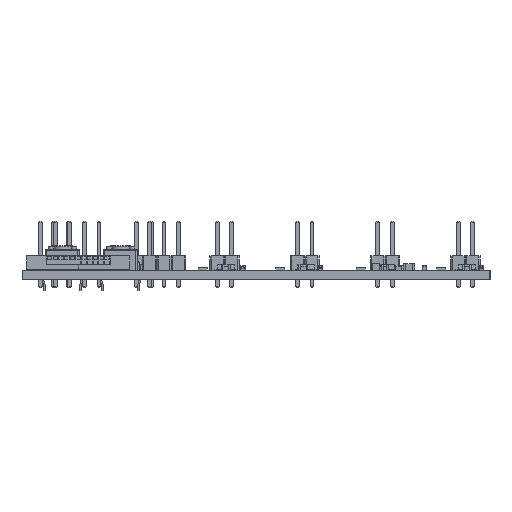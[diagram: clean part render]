
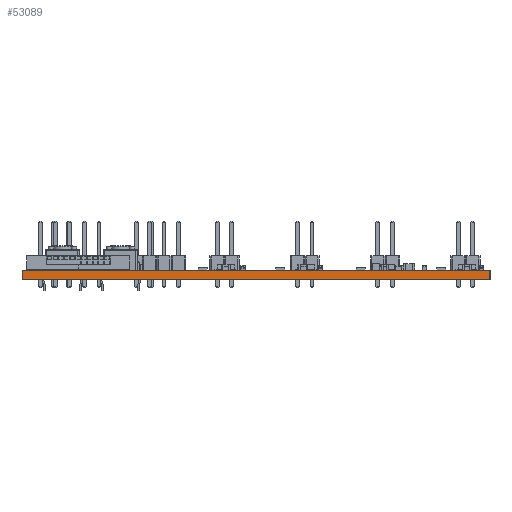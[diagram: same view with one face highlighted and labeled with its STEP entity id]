
A CAD part, left-side view. The second image highlights one B-rep face of the part: STEP entity #53089.
In plain terms, the highlighted planar face has unit normal (-1, 0, 0).
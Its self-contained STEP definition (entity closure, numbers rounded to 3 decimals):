
#52973 = EDGE_CURVE('',#52974,#52976,#52978,.T.);
#52974 = VERTEX_POINT('',#52975);
#52975 = CARTESIAN_POINT('',(-61.,40.75,0.));
#52976 = VERTEX_POINT('',#52977);
#52977 = CARTESIAN_POINT('',(-61.,40.75,1.6));
#52978 = SURFACE_CURVE('',#52979,(#52983,#52995),.PCURVE_S1.);
#52979 = LINE('',#52980,#52981);
#52980 = CARTESIAN_POINT('',(-61.,40.75,0.));
#52981 = VECTOR('',#52982,1.);
#52982 = DIRECTION('',(0.,0.,1.));
#52983 = PCURVE('',#52984,#52989);
#52984 = PLANE('',#52985);
#52985 = AXIS2_PLACEMENT_3D('',#52986,#52987,#52988);
#52986 = CARTESIAN_POINT('',(-61.,40.75,0.));
#52987 = DIRECTION('',(0.,1.,0.));
#52988 = DIRECTION('',(1.,0.,0.));
#52989 = DEFINITIONAL_REPRESENTATION('',(#52990),#52994);
#52990 = LINE('',#52991,#52992);
#52991 = CARTESIAN_POINT('',(0.,0.));
#52992 = VECTOR('',#52993,1.);
#52993 = DIRECTION('',(0.,-1.));
#52994 = ( GEOMETRIC_REPRESENTATION_CONTEXT(2) 
PARAMETRIC_REPRESENTATION_CONTEXT() REPRESENTATION_CONTEXT('2D SPACE',''
  ) );
#52995 = PCURVE('',#52996,#53001);
#52996 = PLANE('',#52997);
#52997 = AXIS2_PLACEMENT_3D('',#52998,#52999,#53000);
#52998 = CARTESIAN_POINT('',(-61.,-40.75,0.));
#52999 = DIRECTION('',(-1.,0.,0.));
#53000 = DIRECTION('',(0.,1.,0.));
#53001 = DEFINITIONAL_REPRESENTATION('',(#53002),#53006);
#53002 = LINE('',#53003,#53004);
#53003 = CARTESIAN_POINT('',(81.5,0.));
#53004 = VECTOR('',#53005,1.);
#53005 = DIRECTION('',(0.,-1.));
#53006 = ( GEOMETRIC_REPRESENTATION_CONTEXT(2) 
PARAMETRIC_REPRESENTATION_CONTEXT() REPRESENTATION_CONTEXT('2D SPACE',''
  ) );
#53024 = PLANE('',#53025);
#53025 = AXIS2_PLACEMENT_3D('',#53026,#53027,#53028);
#53026 = CARTESIAN_POINT('',(0.,0.,1.6));
#53027 = DIRECTION('',(-0.,-0.,-1.));
#53028 = DIRECTION('',(-1.,0.,0.));
#53078 = PLANE('',#53079);
#53079 = AXIS2_PLACEMENT_3D('',#53080,#53081,#53082);
#53080 = CARTESIAN_POINT('',(0.,0.,0.));
#53081 = DIRECTION('',(-0.,-0.,-1.));
#53082 = DIRECTION('',(-1.,0.,0.));
#53089 = ADVANCED_FACE('',(#53090),#52996,.T.);
#53090 = FACE_BOUND('',#53091,.T.);
#53091 = EDGE_LOOP('',(#53092,#53122,#53143,#53144));
#53092 = ORIENTED_EDGE('',*,*,#53093,.T.);
#53093 = EDGE_CURVE('',#53094,#53096,#53098,.T.);
#53094 = VERTEX_POINT('',#53095);
#53095 = CARTESIAN_POINT('',(-61.,-40.75,0.));
#53096 = VERTEX_POINT('',#53097);
#53097 = CARTESIAN_POINT('',(-61.,-40.75,1.6));
#53098 = SURFACE_CURVE('',#53099,(#53103,#53110),.PCURVE_S1.);
#53099 = LINE('',#53100,#53101);
#53100 = CARTESIAN_POINT('',(-61.,-40.75,0.));
#53101 = VECTOR('',#53102,1.);
#53102 = DIRECTION('',(0.,0.,1.));
#53103 = PCURVE('',#52996,#53104);
#53104 = DEFINITIONAL_REPRESENTATION('',(#53105),#53109);
#53105 = LINE('',#53106,#53107);
#53106 = CARTESIAN_POINT('',(0.,0.));
#53107 = VECTOR('',#53108,1.);
#53108 = DIRECTION('',(0.,-1.));
#53109 = ( GEOMETRIC_REPRESENTATION_CONTEXT(2) 
PARAMETRIC_REPRESENTATION_CONTEXT() REPRESENTATION_CONTEXT('2D SPACE',''
  ) );
#53110 = PCURVE('',#53111,#53116);
#53111 = PLANE('',#53112);
#53112 = AXIS2_PLACEMENT_3D('',#53113,#53114,#53115);
#53113 = CARTESIAN_POINT('',(61.,-40.75,0.));
#53114 = DIRECTION('',(0.,-1.,0.));
#53115 = DIRECTION('',(-1.,0.,0.));
#53116 = DEFINITIONAL_REPRESENTATION('',(#53117),#53121);
#53117 = LINE('',#53118,#53119);
#53118 = CARTESIAN_POINT('',(122.,0.));
#53119 = VECTOR('',#53120,1.);
#53120 = DIRECTION('',(0.,-1.));
#53121 = ( GEOMETRIC_REPRESENTATION_CONTEXT(2) 
PARAMETRIC_REPRESENTATION_CONTEXT() REPRESENTATION_CONTEXT('2D SPACE',''
  ) );
#53122 = ORIENTED_EDGE('',*,*,#53123,.T.);
#53123 = EDGE_CURVE('',#53096,#52976,#53124,.T.);
#53124 = SURFACE_CURVE('',#53125,(#53129,#53136),.PCURVE_S1.);
#53125 = LINE('',#53126,#53127);
#53126 = CARTESIAN_POINT('',(-61.,-40.75,1.6));
#53127 = VECTOR('',#53128,1.);
#53128 = DIRECTION('',(0.,1.,0.));
#53129 = PCURVE('',#52996,#53130);
#53130 = DEFINITIONAL_REPRESENTATION('',(#53131),#53135);
#53131 = LINE('',#53132,#53133);
#53132 = CARTESIAN_POINT('',(0.,-1.6));
#53133 = VECTOR('',#53134,1.);
#53134 = DIRECTION('',(1.,0.));
#53135 = ( GEOMETRIC_REPRESENTATION_CONTEXT(2) 
PARAMETRIC_REPRESENTATION_CONTEXT() REPRESENTATION_CONTEXT('2D SPACE',''
  ) );
#53136 = PCURVE('',#53024,#53137);
#53137 = DEFINITIONAL_REPRESENTATION('',(#53138),#53142);
#53138 = LINE('',#53139,#53140);
#53139 = CARTESIAN_POINT('',(61.,-40.75));
#53140 = VECTOR('',#53141,1.);
#53141 = DIRECTION('',(0.,1.));
#53142 = ( GEOMETRIC_REPRESENTATION_CONTEXT(2) 
PARAMETRIC_REPRESENTATION_CONTEXT() REPRESENTATION_CONTEXT('2D SPACE',''
  ) );
#53143 = ORIENTED_EDGE('',*,*,#52973,.F.);
#53144 = ORIENTED_EDGE('',*,*,#53145,.F.);
#53145 = EDGE_CURVE('',#53094,#52974,#53146,.T.);
#53146 = SURFACE_CURVE('',#53147,(#53151,#53158),.PCURVE_S1.);
#53147 = LINE('',#53148,#53149);
#53148 = CARTESIAN_POINT('',(-61.,-40.75,0.));
#53149 = VECTOR('',#53150,1.);
#53150 = DIRECTION('',(0.,1.,0.));
#53151 = PCURVE('',#52996,#53152);
#53152 = DEFINITIONAL_REPRESENTATION('',(#53153),#53157);
#53153 = LINE('',#53154,#53155);
#53154 = CARTESIAN_POINT('',(0.,0.));
#53155 = VECTOR('',#53156,1.);
#53156 = DIRECTION('',(1.,0.));
#53157 = ( GEOMETRIC_REPRESENTATION_CONTEXT(2) 
PARAMETRIC_REPRESENTATION_CONTEXT() REPRESENTATION_CONTEXT('2D SPACE',''
  ) );
#53158 = PCURVE('',#53078,#53159);
#53159 = DEFINITIONAL_REPRESENTATION('',(#53160),#53164);
#53160 = LINE('',#53161,#53162);
#53161 = CARTESIAN_POINT('',(61.,-40.75));
#53162 = VECTOR('',#53163,1.);
#53163 = DIRECTION('',(0.,1.));
#53164 = ( GEOMETRIC_REPRESENTATION_CONTEXT(2) 
PARAMETRIC_REPRESENTATION_CONTEXT() REPRESENTATION_CONTEXT('2D SPACE',''
  ) );
